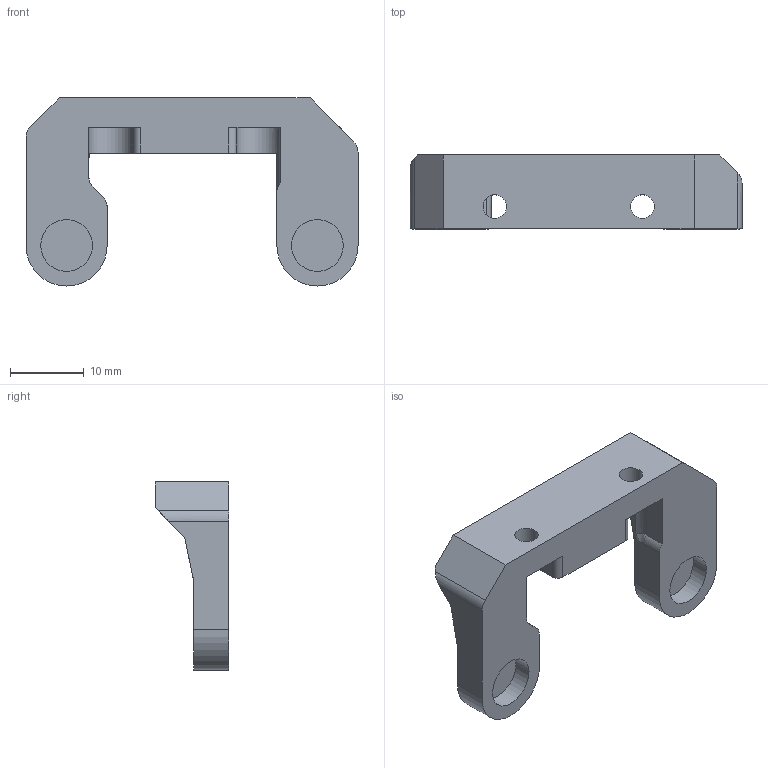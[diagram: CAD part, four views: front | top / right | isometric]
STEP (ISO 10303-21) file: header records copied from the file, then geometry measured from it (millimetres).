
FILE_DESCRIPTION(/* description */ (''),/* implementation_level */ '2;1');
FILE_NAME(/* name */ 'TC-V6-DOCK-BRACKET-HEMERA-ADAPTER.step',/* time_stamp */ '2019-11-29T10:22:14+00:00',/* author */ (''),/* organization */ (''),/* preprocessor_version */ 'ST-DEVELOPER v18',/* originating_system */ 'Autodesk Translation Framework v8.12.0.6',/* authorisation */ '');
FILE_SCHEMA (('AUTOMOTIVE_DESIGN { 1 0 10303 214 3 1 1 }'));
Length unit declared in the file: millimetre
Products named in the file (2): TC-V6-DOCK-BRACKET-HEMERA-ADAPTER; TC-V6-DOCK-BRACKET-HEMERA-ADAPTER_1
Assembly tree (1 placements, depth 2):
  TC-V6-DOCK-BRACKET-HEMERA-ADAPTER
    TC-V6-DOCK-BRACKET-HEMERA-ADAPTER_1
Bounding box: 45 x 10 x 25.5 mm (x, y, z)
Volume: 3946.9 mm3; surface area: 2752.3 mm2
Topology: 1 solids, 1 shells, 49 faces, 123 edges, 80 vertices
Faces by surface type: plane 28, cylinder 17, bspline 4
Full cylindrical faces by diameter (mm): 3.2 x4, 7 x2
Entity records: 1676 total; most frequent: CARTESIAN_POINT 425, DIRECTION 254, ORIENTED_EDGE 246, EDGE_CURVE 123, AXIS2_PLACEMENT_3D 90, VERTEX_POINT 80, LINE 74, VECTOR 74
